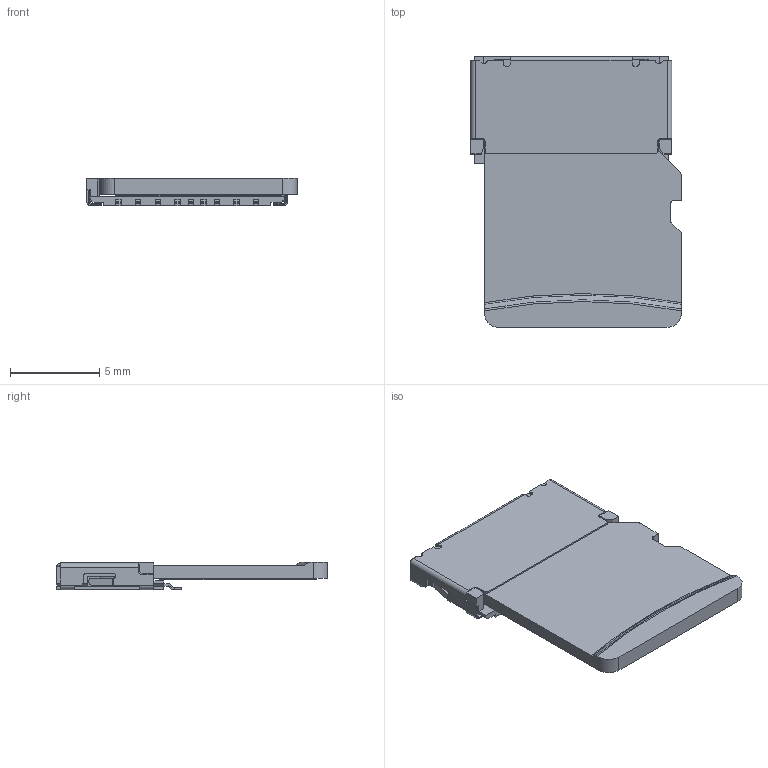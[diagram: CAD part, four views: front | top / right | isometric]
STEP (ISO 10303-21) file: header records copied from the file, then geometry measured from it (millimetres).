
FILE_DESCRIPTION (( 'STEP AP214' ), '1' );
FILE_NAME ('05AAC475-EF03-4AF6-9B19-61DABA941106.STEP', '2025-08-29T12:37:44', ( '' ), ( '' ), 'SwSTEP 2.0', 'SolidWorks 2022', '' );
FILE_SCHEMA (( 'AUTOMOTIVE_DESIGN' ));
Length unit declared in the file: millimetre
Products named in the file (1): 05AAC475-EF03-4AF6-9B19-61DABA941106
Bounding box: 11.78 x 15.15 x 1.56 mm (x, y, z)
Surface area: 689.5 mm2 (no closed solid volume)
Topology: 0 solids, 12 shells, 978 faces, 2327 edges, 1372 vertices
Faces by surface type: plane 646, cylinder 296, torus 22, bspline 11, cone 3
Entity records: 29111 total; most frequent: CARTESIAN_POINT 6982, ORIENTED_EDGE 4634, DIRECTION 4210, EDGE_CURVE 2323, VECTOR 1442, LINE 1442, AXIS2_PLACEMENT_3D 1384, VERTEX_POINT 1372
